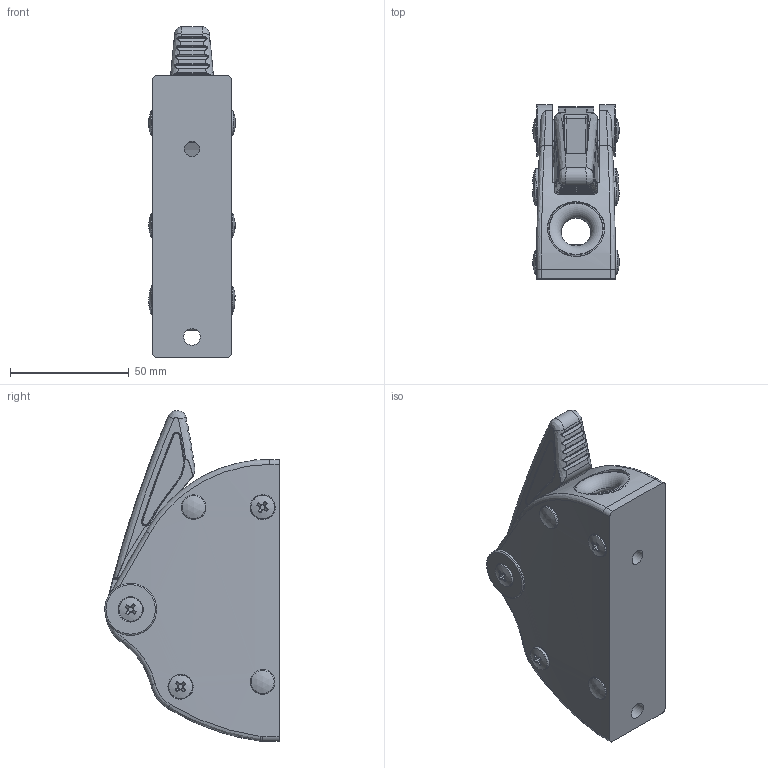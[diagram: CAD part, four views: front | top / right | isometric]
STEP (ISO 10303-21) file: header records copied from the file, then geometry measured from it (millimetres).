
FILE_DESCRIPTION(/* description */ (''),/* implementation_level */ '2;1');
FILE_NAME(/* name */ '543.110.stp',/* time_stamp */ '2023-05-17T16:04:08+02:00',/* author */ ('lucade'),/* organization */ (''),/* preprocessor_version */ 'ST-DEVELOPER v19.2',/* originating_system */ 'Autodesk Inventor 2023',/* authorisation */ '');
FILE_SCHEMA (('AUTOMOTIVE_DESIGN { 1 0 10303 214 3 1 1 }'));
Length unit declared in the file: millimetre
Products named in the file (1): 19102901
Bounding box: 36.6 x 73.4 x 139.1 mm (x, y, z)
Volume: 144412.2 mm3; surface area: 49152.9 mm2
Topology: 2 solids, 7 shells, 749 faces, 1865 edges, 1145 vertices
Faces by surface type: cylinder 229, plane 174, torus 162, bspline 124, sphere 32, cone 28
Full cylindrical faces by diameter (mm): 4.8 x1, 4.85 x1, 5.5 x1, 6.5 x1, 7 x1, 8 x5, 8.2 x5, 10 x6, 10.2 x6, 10.3 x4, 11.5 x2, 16.5 x2, 21.8 x2
Entity records: 27738 total; most frequent: CARTESIAN_POINT 10547, ORIENTED_EDGE 3720, DIRECTION 3523, EDGE_CURVE 1860, AXIS2_PLACEMENT_3D 1536, VERTEX_POINT 1145, CIRCLE 832, EDGE_LOOP 799
